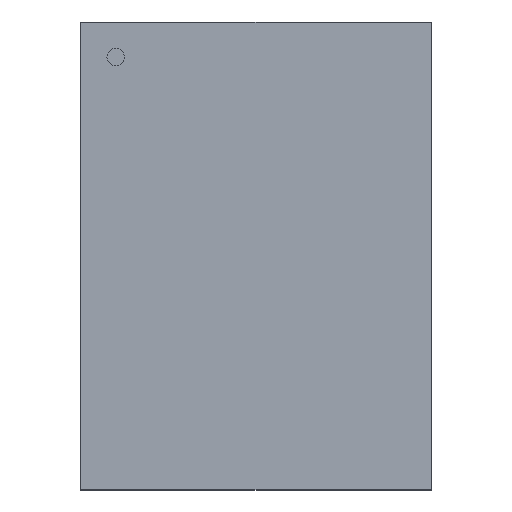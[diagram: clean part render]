
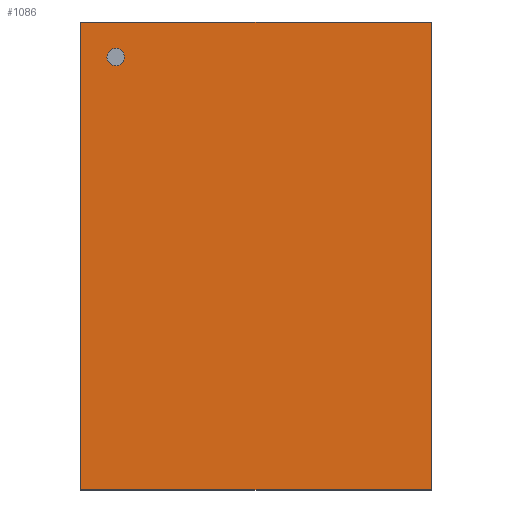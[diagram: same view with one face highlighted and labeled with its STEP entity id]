
A CAD part, top view. The second image highlights one B-rep face of the part: STEP entity #1086.
In plain terms, the highlighted planar face has unit normal (0, 0, 1).
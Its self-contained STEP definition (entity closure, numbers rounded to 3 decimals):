
#965 = VERTEX_POINT('',#966);
#966 = CARTESIAN_POINT('',(2.997,-4.,0.991));
#972 = EDGE_CURVE('',#973,#965,#975,.T.);
#973 = VERTEX_POINT('',#974);
#974 = CARTESIAN_POINT('',(-2.997,-4.,0.991));
#975 = LINE('',#976,#977);
#976 = CARTESIAN_POINT('',(-2.997,-4.,0.991));
#977 = VECTOR('',#978,1.);
#978 = DIRECTION('',(1.,0.,0.));
#1003 = VERTEX_POINT('',#1004);
#1004 = CARTESIAN_POINT('',(2.997,4.,0.991));
#1010 = EDGE_CURVE('',#965,#1003,#1011,.T.);
#1011 = LINE('',#1012,#1013);
#1012 = CARTESIAN_POINT('',(2.997,-4.,0.991));
#1013 = VECTOR('',#1014,1.);
#1014 = DIRECTION('',(0.,1.,0.));
#1034 = VERTEX_POINT('',#1035);
#1035 = CARTESIAN_POINT('',(-2.997,4.,0.991));
#1041 = EDGE_CURVE('',#1003,#1034,#1042,.T.);
#1042 = LINE('',#1043,#1044);
#1043 = CARTESIAN_POINT('',(2.997,4.,0.991));
#1044 = VECTOR('',#1045,1.);
#1045 = DIRECTION('',(-1.,0.,0.));
#1063 = EDGE_CURVE('',#1034,#973,#1064,.T.);
#1064 = LINE('',#1065,#1066);
#1065 = CARTESIAN_POINT('',(-2.997,4.,0.991));
#1066 = VECTOR('',#1067,1.);
#1067 = DIRECTION('',(0.,-1.,0.));
#1086 = ADVANCED_FACE('',(#1087),#1093,.T.);
#1087 = FACE_BOUND('',#1088,.T.);
#1088 = EDGE_LOOP('',(#1089,#1090,#1091,#1092));
#1089 = ORIENTED_EDGE('',*,*,#972,.T.);
#1090 = ORIENTED_EDGE('',*,*,#1010,.T.);
#1091 = ORIENTED_EDGE('',*,*,#1041,.T.);
#1092 = ORIENTED_EDGE('',*,*,#1063,.T.);
#1093 = PLANE('',#1094);
#1094 = AXIS2_PLACEMENT_3D('',#1095,#1096,#1097);
#1095 = CARTESIAN_POINT('',(-2.997,-4.,0.991));
#1096 = DIRECTION('',(0.,0.,1.));
#1097 = DIRECTION('',(0.,1.,0.));
